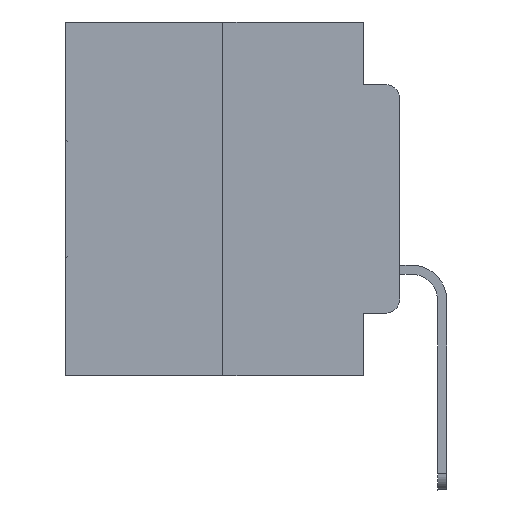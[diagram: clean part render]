
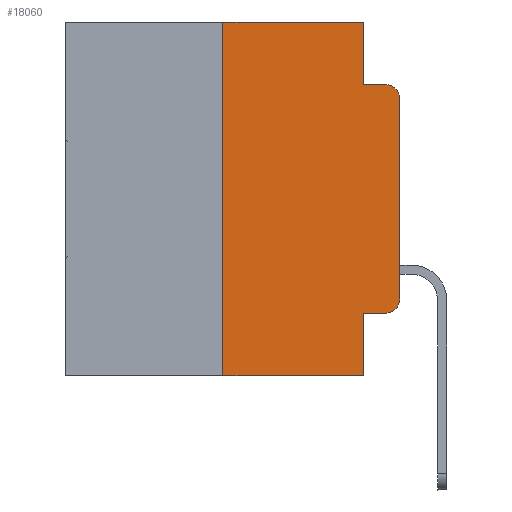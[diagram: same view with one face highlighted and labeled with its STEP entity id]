
A CAD part, left-side view. The second image highlights one B-rep face of the part: STEP entity #18060.
In plain terms, the highlighted planar face has unit normal (-1, 0, 0).
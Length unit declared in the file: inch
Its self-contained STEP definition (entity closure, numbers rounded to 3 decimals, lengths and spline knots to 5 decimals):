
#166 = AXIS2_PLACEMENT_3D ( 'NONE', #26644, #8574, #23346 ) ;
#366 = CARTESIAN_POINT ( 'NONE',  ( 0., 0.051, -0.5 ) ) ;
#1218 = VERTEX_POINT ( 'NONE', #29398 ) ;
#1673 = VERTEX_POINT ( 'NONE', #366 ) ;
#1688 = VERTEX_POINT ( 'NONE', #23363 ) ;
#3230 = DIRECTION ( 'NONE',  ( 1., 0., 0. ) ) ;
#3408 = DIRECTION ( 'NONE',  ( 0., -1., 0. ) ) ;
#3661 = VECTOR ( 'NONE', #5064, 39.37008 ) ;
#3967 = VECTOR ( 'NONE', #22767, 39.37008 ) ;
#4334 = CARTESIAN_POINT ( 'NONE',  ( 0., 0.051, -0.4115 ) ) ;
#4486 = VERTEX_POINT ( 'NONE', #29135 ) ;
#4729 = AXIS2_PLACEMENT_3D ( 'NONE', #9121, #18518, #5073 ) ;
#5064 = DIRECTION ( 'NONE',  ( 0., 0., 1. ) ) ;
#5073 = DIRECTION ( 'NONE',  ( 0., 0., -1. ) ) ;
#5205 = VERTEX_POINT ( 'NONE', #28297 ) ;
#5418 = EDGE_CURVE ( 'NONE', #16977, #1218, #25912, .T. ) ;
#5582 = VECTOR ( 'NONE', #24487, 39.37008 ) ;
#5922 = ORIENTED_EDGE ( 'NONE', *, *, #15599, .T. ) ;
#6295 = CARTESIAN_POINT ( 'NONE',  ( 0., 0.051, 0. ) ) ;
#6484 = DIRECTION ( 'NONE',  ( 0., 0., -1. ) ) ;
#7094 = LINE ( 'NONE', #13944, #3967 ) ;
#7275 = DIRECTION ( 'NONE',  ( 0., 0., -1. ) ) ;
#8503 = EDGE_CURVE ( 'NONE', #28026, #1673, #26749, .T. ) ;
#8574 = DIRECTION ( 'NONE',  ( -1., 0., 0. ) ) ;
#9121 = CARTESIAN_POINT ( 'NONE',  ( 0., 0.02, -0.1085 ) ) ;
#9557 = ORIENTED_EDGE ( 'NONE', *, *, #28017, .T. ) ;
#9917 = VECTOR ( 'NONE', #3408, 39.37008 ) ;
#10001 = CARTESIAN_POINT ( 'NONE',  ( 0., 0.051, -0.0885 ) ) ;
#10202 = DIRECTION ( 'NONE',  ( 0., -1., 0. ) ) ;
#10578 = DIRECTION ( 'NONE',  ( 0., -1., 0. ) ) ;
#10609 = ORIENTED_EDGE ( 'NONE', *, *, #22949, .F. ) ;
#11254 = LINE ( 'NONE', #27245, #13194 ) ;
#11888 = EDGE_CURVE ( 'NONE', #28026, #16977, #7094, .T. ) ;
#12855 = LINE ( 'NONE', #15386, #5582 ) ;
#12947 = EDGE_CURVE ( 'NONE', #26366, #1688, #17268, .T. ) ;
#13034 = CARTESIAN_POINT ( 'NONE',  ( 0., 0.02, -0.4115 ) ) ;
#13194 = VECTOR ( 'NONE', #6484, 39.37008 ) ;
#13944 = CARTESIAN_POINT ( 'NONE',  ( 0., 0.051, -0.4115 ) ) ;
#14404 = LINE ( 'NONE', #23640, #28600 ) ;
#14682 = VECTOR ( 'NONE', #10578, 39.37008 ) ;
#14722 = ORIENTED_EDGE ( 'NONE', *, *, #8503, .F. ) ;
#15074 = VECTOR ( 'NONE', #15273, 39.37008 ) ;
#15082 = CARTESIAN_POINT ( 'NONE',  ( 0., 0.051, 0. ) ) ;
#15273 = DIRECTION ( 'NONE',  ( 0., 0., -1. ) ) ;
#15386 = CARTESIAN_POINT ( 'NONE',  ( 0., 0., 0. ) ) ;
#15599 = EDGE_CURVE ( 'NONE', #26366, #1673, #14404, .T. ) ;
#16161 = VERTEX_POINT ( 'NONE', #15082 ) ;
#16977 = VERTEX_POINT ( 'NONE', #13034 ) ;
#16997 = LINE ( 'NONE', #21929, #14682 ) ;
#17268 = LINE ( 'NONE', #23439, #3661 ) ;
#18060 = ADVANCED_FACE ( 'NONE', ( #18778 ), #23688, .F. ) ;
#18518 = DIRECTION ( 'NONE',  ( -1., 0., 0. ) ) ;
#18778 = FACE_OUTER_BOUND ( 'NONE', #26795, .T. ) ;
#18932 = ORIENTED_EDGE ( 'NONE', *, *, #12947, .F. ) ;
#20554 = EDGE_CURVE ( 'NONE', #16161, #26448, #11254, .T. ) ;
#20697 = ORIENTED_EDGE ( 'NONE', *, *, #5418, .T. ) ;
#21929 = CARTESIAN_POINT ( 'NONE',  ( 0., 0.473, 0. ) ) ;
#22767 = DIRECTION ( 'NONE',  ( 0., -1., 0. ) ) ;
#22949 = EDGE_CURVE ( 'NONE', #1688, #16161, #16997, .T. ) ;
#23346 = DIRECTION ( 'NONE',  ( 0., 0., -1. ) ) ;
#23363 = CARTESIAN_POINT ( 'NONE',  ( 0., 0.25, 0. ) ) ;
#23439 = CARTESIAN_POINT ( 'NONE',  ( 0., 0.25, 0. ) ) ;
#23640 = CARTESIAN_POINT ( 'NONE',  ( 0., 0.473, -0.5 ) ) ;
#23688 = PLANE ( 'NONE',  #24574 ) ;
#23875 = LINE ( 'NONE', #10001, #9917 ) ;
#24044 = EDGE_CURVE ( 'NONE', #4486, #5205, #24275, .T. ) ;
#24275 = CIRCLE ( 'NONE', #4729, 0.02 ) ;
#24487 = DIRECTION ( 'NONE',  ( 0., 0., 1. ) ) ;
#24574 = AXIS2_PLACEMENT_3D ( 'NONE', #26074, #3230, #7275 ) ;
#25912 = CIRCLE ( 'NONE', #166, 0.02 ) ;
#25990 = ORIENTED_EDGE ( 'NONE', *, *, #24044, .T. ) ;
#26074 = CARTESIAN_POINT ( 'NONE',  ( 0., 0.473, 0. ) ) ;
#26366 = VERTEX_POINT ( 'NONE', #29035 ) ;
#26442 = ORIENTED_EDGE ( 'NONE', *, *, #11888, .T. ) ;
#26448 = VERTEX_POINT ( 'NONE', #28883 ) ;
#26644 = CARTESIAN_POINT ( 'NONE',  ( 0., 0.02, -0.3915 ) ) ;
#26749 = LINE ( 'NONE', #6295, #15074 ) ;
#26795 = EDGE_LOOP ( 'NONE', ( #9557, #25990, #28292, #27453, #10609, #18932, #5922, #14722, #26442, #20697 ) ) ;
#27245 = CARTESIAN_POINT ( 'NONE',  ( 0., 0.051, 0. ) ) ;
#27453 = ORIENTED_EDGE ( 'NONE', *, *, #20554, .F. ) ;
#28017 = EDGE_CURVE ( 'NONE', #1218, #4486, #12855, .T. ) ;
#28026 = VERTEX_POINT ( 'NONE', #4334 ) ;
#28292 = ORIENTED_EDGE ( 'NONE', *, *, #28378, .F. ) ;
#28297 = CARTESIAN_POINT ( 'NONE',  ( 0., 0.02, -0.0885 ) ) ;
#28378 = EDGE_CURVE ( 'NONE', #26448, #5205, #23875, .T. ) ;
#28600 = VECTOR ( 'NONE', #10202, 39.37008 ) ;
#28883 = CARTESIAN_POINT ( 'NONE',  ( 0., 0.051, -0.0885 ) ) ;
#29035 = CARTESIAN_POINT ( 'NONE',  ( 0., 0.25, -0.5 ) ) ;
#29135 = CARTESIAN_POINT ( 'NONE',  ( 0., 0., -0.1085 ) ) ;
#29398 = CARTESIAN_POINT ( 'NONE',  ( 0., 0., -0.3915 ) ) ;
